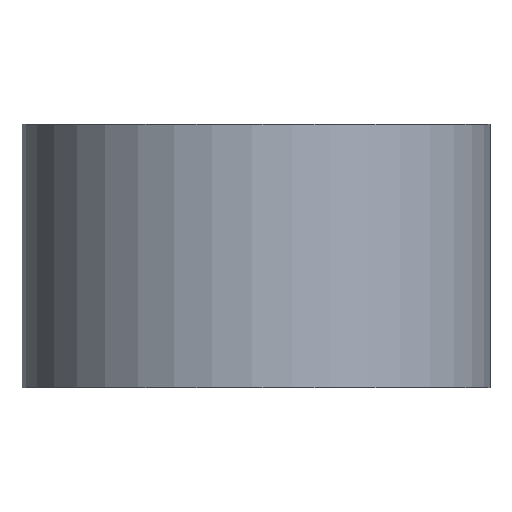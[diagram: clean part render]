
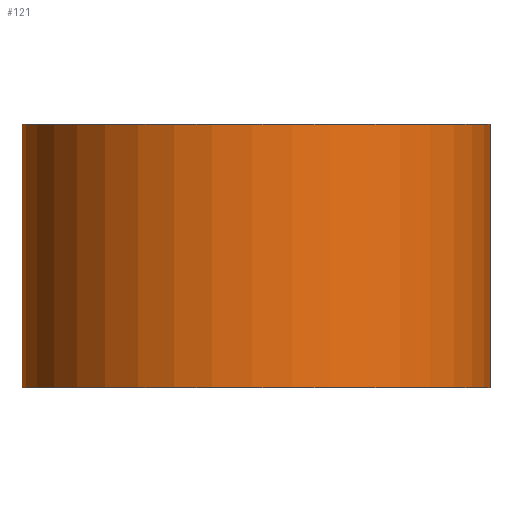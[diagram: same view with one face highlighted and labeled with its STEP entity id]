
A CAD part, front view. The second image highlights one B-rep face of the part: STEP entity #121.
In plain terms, the highlighted cylindrical face has radius 8.9 mm (diameter 17.8 mm), a partial arc.
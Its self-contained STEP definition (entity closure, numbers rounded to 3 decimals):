
#21 = EDGE_CURVE('',#22,#24,#26,.T.);
#22 = VERTEX_POINT('',#23);
#23 = CARTESIAN_POINT('',(2.5,8.542,0.));
#24 = VERTEX_POINT('',#25);
#25 = CARTESIAN_POINT('',(2.5,8.542,10.));
#26 = LINE('',#27,#28);
#27 = CARTESIAN_POINT('',(2.5,8.542,0.));
#28 = VECTOR('',#29,1.);
#29 = DIRECTION('',(0.,0.,1.));
#96 = VERTEX_POINT('',#97);
#97 = CARTESIAN_POINT('',(8.542,2.5,10.));
#103 = EDGE_CURVE('',#104,#96,#106,.T.);
#104 = VERTEX_POINT('',#105);
#105 = CARTESIAN_POINT('',(8.542,2.5,0.));
#106 = LINE('',#107,#108);
#107 = CARTESIAN_POINT('',(8.542,2.5,0.));
#108 = VECTOR('',#109,1.);
#109 = DIRECTION('',(0.,0.,1.));
#121 = ADVANCED_FACE('',(#122),#140,.T.);
#122 = FACE_BOUND('',#123,.F.);
#123 = EDGE_LOOP('',(#124,#125,#132,#133));
#124 = ORIENTED_EDGE('',*,*,#21,.T.);
#125 = ORIENTED_EDGE('',*,*,#126,.T.);
#126 = EDGE_CURVE('',#24,#96,#127,.T.);
#127 = CIRCLE('',#128,8.9);
#128 = AXIS2_PLACEMENT_3D('',#129,#130,#131);
#129 = CARTESIAN_POINT('',(0.,0.,10.));
#130 = DIRECTION('',(0.,0.,1.));
#131 = DIRECTION('',(1.,0.,0.));
#132 = ORIENTED_EDGE('',*,*,#103,.F.);
#133 = ORIENTED_EDGE('',*,*,#134,.F.);
#134 = EDGE_CURVE('',#22,#104,#135,.T.);
#135 = CIRCLE('',#136,8.9);
#136 = AXIS2_PLACEMENT_3D('',#137,#138,#139);
#137 = CARTESIAN_POINT('',(0.,0.,0.));
#138 = DIRECTION('',(0.,0.,1.));
#139 = DIRECTION('',(1.,0.,0.));
#140 = CYLINDRICAL_SURFACE('',#141,8.9);
#141 = AXIS2_PLACEMENT_3D('',#142,#143,#144);
#142 = CARTESIAN_POINT('',(0.,0.,0.));
#143 = DIRECTION('',(-0.,-0.,-1.));
#144 = DIRECTION('',(1.,0.,0.));
